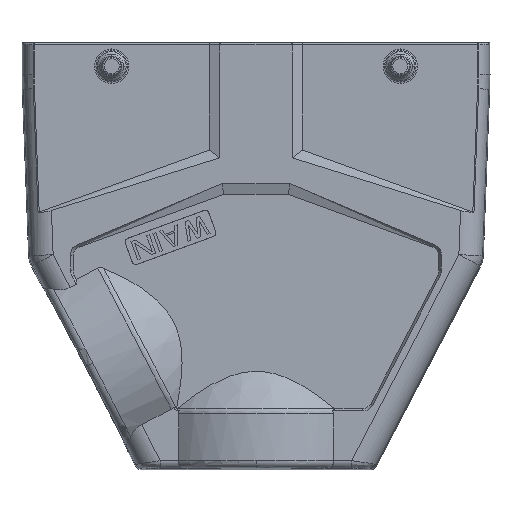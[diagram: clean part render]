
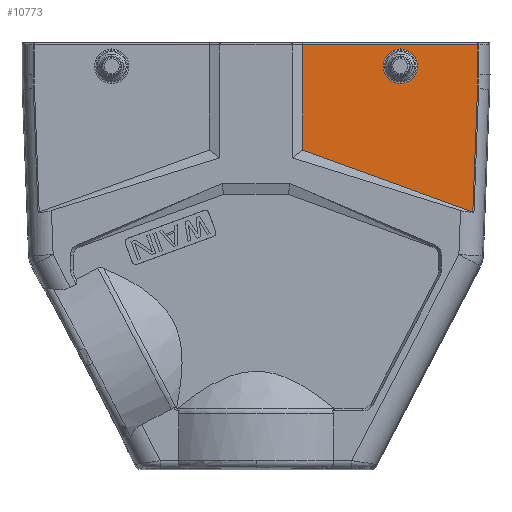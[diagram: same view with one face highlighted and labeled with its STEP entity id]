
A CAD part, top view. The second image highlights one B-rep face of the part: STEP entity #10773.
In plain terms, the highlighted planar face has unit normal (0, 0, 1).
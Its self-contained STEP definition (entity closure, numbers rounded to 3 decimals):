
#1645=DIRECTION('',(0.,-1.,0.));
#1646=VECTOR('',#1645,26.953);
#1647=CARTESIAN_POINT('',(-98.,53.453,21.5));
#1648=LINE('',#1647,#1646);
#1656=DIRECTION('',(-0.94,0.342,0.));
#1657=VECTOR('',#1656,46.4);
#1658=CARTESIAN_POINT('',(-54.398,10.63,21.5));
#1659=LINE('',#1658,#1657);
#1660=CARTESIAN_POINT('',(-150.278,45.907,21.515));
#1661=DIRECTION('',(0.,0.,-1.));
#1662=DIRECTION('',(1.,0.,0.));
#1663=AXIS2_PLACEMENT_3D('',#1660,#1661,#1662);
#1665=DIRECTION('',(-0.038,-0.999,0.));
#1666=VECTOR('',#1665,31.606);
#1667=CARTESIAN_POINT('',(-53.197,42.214,21.5));
#1668=LINE('',#1667,#1666);
#1669=CARTESIAN_POINT('',(-73.,48.,21.5));
#1670=DIRECTION('',(0.,0.,1.));
#1671=DIRECTION('',(0.,1.,0.));
#1672=AXIS2_PLACEMENT_3D('',#1669,#1670,#1671);
#1674=CARTESIAN_POINT('',(-73.,48.,21.5));
#1675=DIRECTION('',(0.,0.,1.));
#1676=DIRECTION('',(0.,-1.,0.));
#1677=AXIS2_PLACEMENT_3D('',#1674,#1675,#1676);
#1709=DIRECTION('',(0.,1.,0.));
#1710=VECTOR('',#1709,7.547);
#1711=CARTESIAN_POINT('',(-53.127,45.907,21.5));
#1712=LINE('',#1711,#1710);
#4573=DIRECTION('',(-1.,0.,0.));
#4574=VECTOR('',#4573,44.873);
#4575=CARTESIAN_POINT('',(-53.127,53.453,21.5));
#4576=LINE('',#4575,#4574);
#7281=CARTESIAN_POINT('',(-98.,53.453,21.5));
#7282=CARTESIAN_POINT('',(-98.,26.5,21.5));
#7283=VERTEX_POINT('',#7281);
#7284=VERTEX_POINT('',#7282);
#7285=CARTESIAN_POINT('',(-54.398,10.63,21.5));
#7286=VERTEX_POINT('',#7285);
#7287=CARTESIAN_POINT('',(-53.127,53.453,21.5));
#7288=VERTEX_POINT('',#7287);
#7289=CARTESIAN_POINT('',(-53.127,45.907,21.5));
#7290=VERTEX_POINT('',#7289);
#7291=CARTESIAN_POINT('',(-53.197,42.214,21.5));
#7292=VERTEX_POINT('',#7291);
#7293=CARTESIAN_POINT('',(-73.,52.414,21.5));
#7294=CARTESIAN_POINT('',(-73.,43.586,21.5));
#7295=VERTEX_POINT('',#7293);
#7296=VERTEX_POINT('',#7294);
#10749=CARTESIAN_POINT('',(-110.,45.,21.5));
#10750=DIRECTION('',(0.,0.,-1.));
#10751=DIRECTION('',(-1.,0.,0.));
#10752=AXIS2_PLACEMENT_3D('',#10749,#10750,#10751);
#10753=PLANE('',#10752);
#10755=ORIENTED_EDGE('',*,*,#10754,.T.);
#10756=ORIENTED_EDGE('',*,*,#10739,.F.);
#10758=ORIENTED_EDGE('',*,*,#10757,.F.);
#10760=ORIENTED_EDGE('',*,*,#10759,.F.);
#10762=ORIENTED_EDGE('',*,*,#10761,.T.);
#10764=ORIENTED_EDGE('',*,*,#10763,.T.);
#10765=EDGE_LOOP('',(#10755,#10756,#10758,#10760,#10762,#10764));
#10766=FACE_OUTER_BOUND('',#10765,.F.);
#10768=ORIENTED_EDGE('',*,*,#10767,.T.);
#10770=ORIENTED_EDGE('',*,*,#10769,.T.);
#10771=EDGE_LOOP('',(#10768,#10770));
#10772=FACE_BOUND('',#10771,.F.);
#10773=ADVANCED_FACE('',(#10766,#10772),#10753,.F.);
#1664=CIRCLE('',#1663,97.151);
#1673=CIRCLE('',#1672,4.414);
#1678=CIRCLE('',#1677,4.414);
#10739=EDGE_CURVE('',#7283,#7284,#1648,.T.);
#10754=EDGE_CURVE('',#7286,#7284,#1659,.T.);
#10757=EDGE_CURVE('',#7288,#7283,#4576,.T.);
#10759=EDGE_CURVE('',#7290,#7288,#1712,.T.);
#10761=EDGE_CURVE('',#7290,#7292,#1664,.T.);
#10763=EDGE_CURVE('',#7292,#7286,#1668,.T.);
#10767=EDGE_CURVE('',#7295,#7296,#1673,.T.);
#10769=EDGE_CURVE('',#7296,#7295,#1678,.T.);
